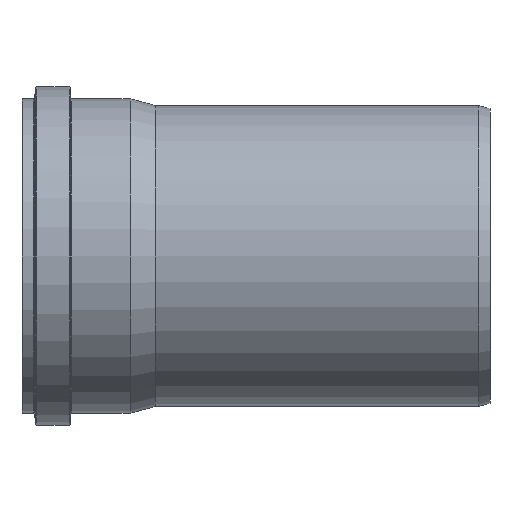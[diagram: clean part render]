
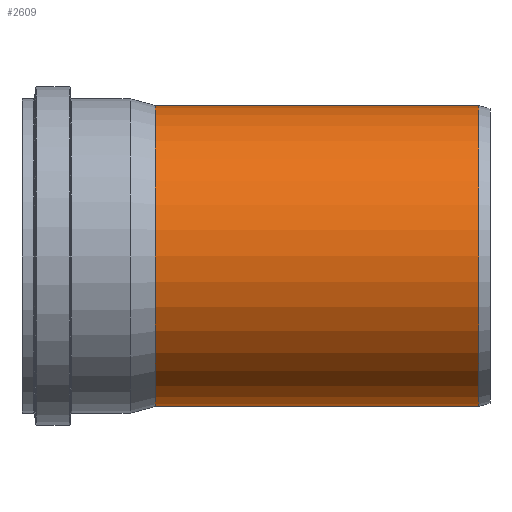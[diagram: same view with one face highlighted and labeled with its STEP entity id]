
A CAD part, left-side view. The second image highlights one B-rep face of the part: STEP entity #2609.
In plain terms, the highlighted cylindrical face has radius 157.8 mm (diameter 315.6 mm), a full revolution.
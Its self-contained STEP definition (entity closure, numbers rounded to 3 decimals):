
#434=CYLINDRICAL_SURFACE('',#2829,157.8);
#532=FACE_BOUND('',#824,.T.);
#533=FACE_BOUND('',#825,.T.);
#607=FACE_OUTER_BOUND('',#823,.T.);
#823=EDGE_LOOP('',(#1915));
#824=EDGE_LOOP('',(#1916));
#825=EDGE_LOOP('',(#1917));
#1080=B_SPLINE_CURVE_WITH_KNOTS('',3,(#4387,#4388,#4389,#4390,#4391,#4392,
#4393,#4394,#4395,#4396,#4397,#4398,#4399,#4400,#4401,#4402,#4403,#4404,
#4405,#4406,#4407,#4408,#4409,#4410,#4411,#4412,#4413,#4414,#4415,#4416,
#4417,#4418,#4419,#4420,#4421,#4422,#4423,#4424,#4425,#4426,#4427,#4428,
#4429,#4430,#4431,#4432,#4433,#4434,#4435,#4436,#4437,#4438,#4439,#4440,
#4441,#4442,#4443,#4444,#4445,#4446,#4447,#4448,#4449,#4450,#4451,#4452,
#4453,#4454,#4455,#4456,#4457,#4458,#4459,#4460),.UNSPECIFIED.,.T.,.F.,
(4,2,2,2,2,2,2,2,2,2,2,2,2,2,2,2,2,2,2,2,2,2,2,2,2,2,2,2,2,2,2,2,2,2,2,
2,4),(0.,1.016,2.032,4.065,6.097,
8.13,10.104,12.079,14.053,16.028,
18.002,19.977,21.952,23.926,25.959,
27.991,30.023,31.04,32.056,33.072,
34.088,36.121,38.153,40.185,42.16,
44.135,46.109,48.084,50.058,52.033,
54.007,55.982,58.014,60.047,62.079,
63.095,64.112),.UNSPECIFIED.);
#1137=CIRCLE('',#2830,157.8);
#1138=CIRCLE('',#2831,157.8);
#1343=VERTEX_POINT('',#4386);
#1347=VERTEX_POINT('',#4472);
#1348=VERTEX_POINT('',#4474);
#1551=EDGE_CURVE('',#1343,#1343,#1080,.T.);
#1555=EDGE_CURVE('',#1347,#1347,#1137,.T.);
#1556=EDGE_CURVE('',#1348,#1348,#1138,.T.);
#1915=ORIENTED_EDGE('',*,*,#1555,.F.);
#1916=ORIENTED_EDGE('',*,*,#1556,.T.);
#1917=ORIENTED_EDGE('',*,*,#1551,.T.);
#2609=ADVANCED_FACE('',(#607,#532,#533),#434,.T.);
#2829=AXIS2_PLACEMENT_3D('',#4471,#3246,#3247);
#2830=AXIS2_PLACEMENT_3D('',#4473,#3248,#3249);
#2831=AXIS2_PLACEMENT_3D('',#4475,#3250,#3251);
#3246=DIRECTION('center_axis',(0.,-1.,0.));
#3247=DIRECTION('ref_axis',(1.,0.,0.));
#3248=DIRECTION('center_axis',(0.,-1.,0.));
#3249=DIRECTION('ref_axis',(1.,0.,0.));
#3250=DIRECTION('center_axis',(0.,-1.,0.));
#3251=DIRECTION('ref_axis',(1.,0.,0.));
#4386=CARTESIAN_POINT('',(118.15,-111.185,104.601));
#4387=CARTESIAN_POINT('Ctrl Pts',(118.15,-111.185,104.601));
#4388=CARTESIAN_POINT('Ctrl Pts',(118.15,-107.797,104.601));
#4389=CARTESIAN_POINT('Ctrl Pts',(118.316,-104.397,104.415));
#4390=CARTESIAN_POINT('Ctrl Pts',(118.972,-97.629,103.667));
#4391=CARTESIAN_POINT('Ctrl Pts',(119.461,-94.261,103.106));
#4392=CARTESIAN_POINT('Ctrl Pts',(121.358,-84.285,100.881));
#4393=CARTESIAN_POINT('Ctrl Pts',(123.198,-77.808,98.67));
#4394=CARTESIAN_POINT('Ctrl Pts',(127.529,-65.546,93.005));
#4395=CARTESIAN_POINT('Ctrl Pts',(130.016,-59.75,89.546));
#4396=CARTESIAN_POINT('Ctrl Pts',(135.094,-49.091,81.685));
#4397=CARTESIAN_POINT('Ctrl Pts',(137.681,-44.229,77.281));
#4398=CARTESIAN_POINT('Ctrl Pts',(142.436,-35.764,68.108));
#4399=CARTESIAN_POINT('Ctrl Pts',(144.793,-31.82,63.018));
#4400=CARTESIAN_POINT('Ctrl Pts',(149.133,-24.811,51.919));
#4401=CARTESIAN_POINT('Ctrl Pts',(151.114,-21.746,45.909));
#4402=CARTESIAN_POINT('Ctrl Pts',(154.382,-16.78,33.308));
#4403=CARTESIAN_POINT('Ctrl Pts',(155.67,-14.876,26.705));
#4404=CARTESIAN_POINT('Ctrl Pts',(157.379,-12.361,13.342));
#4405=CARTESIAN_POINT('Ctrl Pts',(157.8,-11.751,6.582));
#4406=CARTESIAN_POINT('Ctrl Pts',(157.8,-11.751,-6.582));
#4407=CARTESIAN_POINT('Ctrl Pts',(157.379,-12.361,-13.342));
#4408=CARTESIAN_POINT('Ctrl Pts',(155.67,-14.876,-26.705));
#4409=CARTESIAN_POINT('Ctrl Pts',(154.382,-16.78,-33.308));
#4410=CARTESIAN_POINT('Ctrl Pts',(151.114,-21.746,-45.909));
#4411=CARTESIAN_POINT('Ctrl Pts',(149.133,-24.811,-51.919));
#4412=CARTESIAN_POINT('Ctrl Pts',(144.793,-31.82,-63.018));
#4413=CARTESIAN_POINT('Ctrl Pts',(142.436,-35.764,-68.108));
#4414=CARTESIAN_POINT('Ctrl Pts',(137.681,-44.229,-77.281));
#4415=CARTESIAN_POINT('Ctrl Pts',(135.094,-49.091,-81.685));
#4416=CARTESIAN_POINT('Ctrl Pts',(130.016,-59.75,-89.546));
#4417=CARTESIAN_POINT('Ctrl Pts',(127.529,-65.546,-93.005));
#4418=CARTESIAN_POINT('Ctrl Pts',(123.198,-77.808,-98.67));
#4419=CARTESIAN_POINT('Ctrl Pts',(121.358,-84.285,-100.881));
#4420=CARTESIAN_POINT('Ctrl Pts',(119.461,-94.261,-103.106));
#4421=CARTESIAN_POINT('Ctrl Pts',(118.972,-97.629,-103.667));
#4422=CARTESIAN_POINT('Ctrl Pts',(118.316,-104.397,-104.415));
#4423=CARTESIAN_POINT('Ctrl Pts',(118.15,-107.797,-104.601));
#4424=CARTESIAN_POINT('Ctrl Pts',(118.15,-114.572,-104.601));
#4425=CARTESIAN_POINT('Ctrl Pts',(118.316,-117.972,-104.415));
#4426=CARTESIAN_POINT('Ctrl Pts',(118.972,-124.741,-103.667));
#4427=CARTESIAN_POINT('Ctrl Pts',(119.461,-128.109,-103.106));
#4428=CARTESIAN_POINT('Ctrl Pts',(121.358,-138.084,-100.881));
#4429=CARTESIAN_POINT('Ctrl Pts',(123.198,-144.562,-98.67));
#4430=CARTESIAN_POINT('Ctrl Pts',(127.529,-156.823,-93.005));
#4431=CARTESIAN_POINT('Ctrl Pts',(130.016,-162.619,-89.546));
#4432=CARTESIAN_POINT('Ctrl Pts',(135.094,-173.278,-81.685));
#4433=CARTESIAN_POINT('Ctrl Pts',(137.681,-178.14,-77.281));
#4434=CARTESIAN_POINT('Ctrl Pts',(142.436,-186.605,-68.108));
#4435=CARTESIAN_POINT('Ctrl Pts',(144.793,-190.549,-63.018));
#4436=CARTESIAN_POINT('Ctrl Pts',(149.133,-197.558,-51.919));
#4437=CARTESIAN_POINT('Ctrl Pts',(151.114,-200.623,-45.909));
#4438=CARTESIAN_POINT('Ctrl Pts',(154.382,-205.589,-33.308));
#4439=CARTESIAN_POINT('Ctrl Pts',(155.67,-207.494,-26.705));
#4440=CARTESIAN_POINT('Ctrl Pts',(157.379,-210.009,-13.342));
#4441=CARTESIAN_POINT('Ctrl Pts',(157.8,-210.618,-6.582));
#4442=CARTESIAN_POINT('Ctrl Pts',(157.8,-210.618,6.582));
#4443=CARTESIAN_POINT('Ctrl Pts',(157.379,-210.009,13.342));
#4444=CARTESIAN_POINT('Ctrl Pts',(155.67,-207.494,26.705));
#4445=CARTESIAN_POINT('Ctrl Pts',(154.382,-205.589,33.308));
#4446=CARTESIAN_POINT('Ctrl Pts',(151.114,-200.623,45.909));
#4447=CARTESIAN_POINT('Ctrl Pts',(149.133,-197.558,51.919));
#4448=CARTESIAN_POINT('Ctrl Pts',(144.793,-190.549,63.018));
#4449=CARTESIAN_POINT('Ctrl Pts',(142.436,-186.605,68.108));
#4450=CARTESIAN_POINT('Ctrl Pts',(137.681,-178.14,77.281));
#4451=CARTESIAN_POINT('Ctrl Pts',(135.094,-173.278,81.685));
#4452=CARTESIAN_POINT('Ctrl Pts',(130.016,-162.619,89.546));
#4453=CARTESIAN_POINT('Ctrl Pts',(127.529,-156.823,93.005));
#4454=CARTESIAN_POINT('Ctrl Pts',(123.198,-144.562,98.67));
#4455=CARTESIAN_POINT('Ctrl Pts',(121.358,-138.084,100.881));
#4456=CARTESIAN_POINT('Ctrl Pts',(119.461,-128.109,103.106));
#4457=CARTESIAN_POINT('Ctrl Pts',(118.972,-124.741,103.667));
#4458=CARTESIAN_POINT('Ctrl Pts',(118.316,-117.972,104.415));
#4459=CARTESIAN_POINT('Ctrl Pts',(118.15,-114.572,104.601));
#4460=CARTESIAN_POINT('Ctrl Pts',(118.15,-111.185,104.601));
#4471=CARTESIAN_POINT('Origin',(0.,-169.592,
0.));
#4472=CARTESIAN_POINT('',(157.8,-339.185,0.));
#4473=CARTESIAN_POINT('Origin',(0.,-339.185,
0.));
#4474=CARTESIAN_POINT('',(157.8,0.,0.));
#4475=CARTESIAN_POINT('Origin',(0.,0.,
0.));
